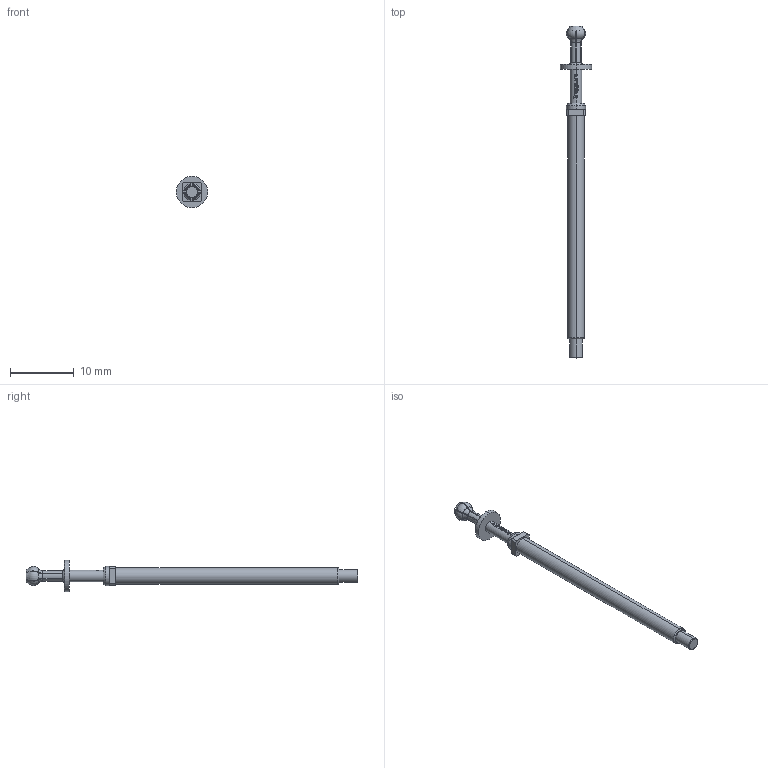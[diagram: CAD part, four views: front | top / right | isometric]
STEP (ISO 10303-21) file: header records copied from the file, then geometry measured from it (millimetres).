
FILE_DESCRIPTION (( 'STEP AP203' ), '1' );
FILE_NAME ('INGUN_T-785_367_300_600_500Axx02M.STEP', '2022-02-14T09:57:41', ( 'ochi' ), ( '' ), 'SwSTEP 2.0', 'SolidWorks 2018', '' );
FILE_SCHEMA (( 'CONFIG_CONTROL_DESIGN' ));
Length unit declared in the file: millimetre
Products named in the file (1): INGUN_T-785_367_300_600_500Axx02M
Bounding box: 4.9 x 52.1 x 4.9 mm (x, y, z)
Volume: 261.3 mm3; surface area: 561.5 mm2
Topology: 1 solids, 1 shells, 199 faces, 539 edges, 350 vertices
Faces by surface type: plane 77, cylinder 48, cone 26, torus 26, bspline 22
Entity records: 6832 total; most frequent: CARTESIAN_POINT 1937, ORIENTED_EDGE 1078, DIRECTION 937, EDGE_CURVE 539, AXIS2_PLACEMENT_3D 378, VERTEX_POINT 350, EDGE_LOOP 207, CIRCLE 200
